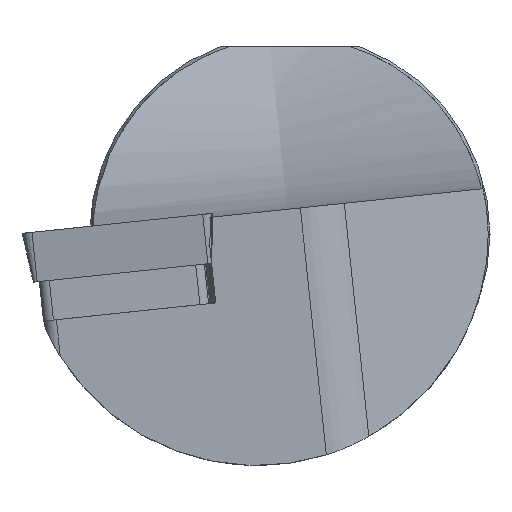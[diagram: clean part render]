
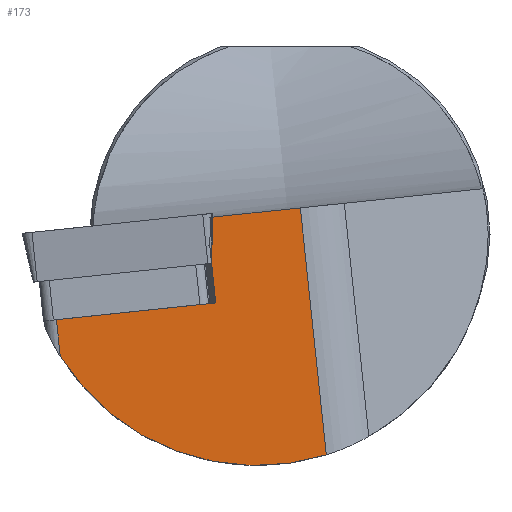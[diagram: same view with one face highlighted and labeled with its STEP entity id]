
A CAD part, left-side view. The second image highlights one B-rep face of the part: STEP entity #173.
In plain terms, the highlighted planar face has unit normal (-1, 0, 0).
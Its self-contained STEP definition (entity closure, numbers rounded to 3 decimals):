
#148=B_SPLINE_CURVE_WITH_KNOTS('',3,(#1188,#1189,#1190,#1191,#1192,#1193,
#1194),.UNSPECIFIED.,.F.,.F.,(4,3,4),(0.,0.858,1.),
 .UNSPECIFIED.);
#173=ADVANCED_FACE('',(#232),#203,.F.);
#203=PLANE('',#799);
#232=FACE_OUTER_BOUND('',#272,.T.);
#272=EDGE_LOOP('',(#470,#471,#472,#473,#474,#475,#476,#477));
#301=LINE('',#1035,#347);
#312=LINE('',#1543,#358);
#313=LINE('',#1550,#359);
#314=LINE('',#1553,#360);
#315=LINE('',#1556,#361);
#316=LINE('',#1557,#362);
#347=VECTOR('',#849,1.);
#358=VECTOR('',#910,1.);
#359=VECTOR('',#913,1.);
#360=VECTOR('',#914,1.);
#361=VECTOR('',#917,1.);
#362=VECTOR('',#918,1.);
#470=ORIENTED_EDGE('',*,*,#699,.T.);
#471=ORIENTED_EDGE('',*,*,#700,.F.);
#472=ORIENTED_EDGE('',*,*,#701,.T.);
#473=ORIENTED_EDGE('',*,*,#697,.T.);
#474=ORIENTED_EDGE('',*,*,#688,.T.);
#475=ORIENTED_EDGE('',*,*,#702,.T.);
#476=ORIENTED_EDGE('',*,*,#654,.T.);
#477=ORIENTED_EDGE('',*,*,#703,.T.);
#589=VERTEX_POINT('',#1034);
#590=VERTEX_POINT('',#1036);
#613=VERTEX_POINT('',#1186);
#615=VERTEX_POINT('',#1195);
#621=VERTEX_POINT('',#1544);
#622=VERTEX_POINT('',#1551);
#623=VERTEX_POINT('',#1552);
#624=VERTEX_POINT('',#1554);
#654=EDGE_CURVE('',#590,#589,#301,.T.);
#688=EDGE_CURVE('',#615,#613,#148,.T.);
#697=EDGE_CURVE('',#621,#615,#312,.T.);
#699=EDGE_CURVE('',#622,#623,#313,.T.);
#700=EDGE_CURVE('',#624,#623,#314,.T.);
#701=EDGE_CURVE('',#624,#621,#755,.T.);
#702=EDGE_CURVE('',#613,#590,#315,.T.);
#703=EDGE_CURVE('',#589,#622,#316,.T.);
#755=CIRCLE('',#798,18.5);
#798=AXIS2_PLACEMENT_3D('',#1555,#915,#916);
#799=AXIS2_PLACEMENT_3D('',#1558,#919,#920);
#849=DIRECTION('',(0.,-0.105,-0.995));
#910=DIRECTION('',(0.,0.105,0.995));
#913=DIRECTION('',(0.,0.995,-0.105));
#914=DIRECTION('',(0.,0.105,0.995));
#915=DIRECTION('',(-1.,0.,0.));
#916=DIRECTION('',(0.,-1.,0.));
#917=DIRECTION('',(0.,0.036,-0.999));
#918=DIRECTION('',(0.,0.995,-0.105));
#919=DIRECTION('',(1.,0.,0.));
#920=DIRECTION('',(0.,-1.,0.));
#1034=CARTESIAN_POINT('',(1.263,5.929,-5.5));
#1035=CARTESIAN_POINT('',(1.263,9.021,23.917));
#1036=CARTESIAN_POINT('',(1.263,6.41,-0.921));
#1186=CARTESIAN_POINT('',(1.263,6.328,1.345));
#1188=CARTESIAN_POINT('',(1.263,-0.835,2.098));
#1189=CARTESIAN_POINT('',(1.263,1.213,1.883));
#1190=CARTESIAN_POINT('',(1.263,3.26,1.668));
#1191=CARTESIAN_POINT('',(1.263,5.308,1.453));
#1192=CARTESIAN_POINT('',(1.263,5.648,1.417));
#1193=CARTESIAN_POINT('',(1.263,5.988,1.381));
#1194=CARTESIAN_POINT('',(1.263,6.328,1.345));
#1195=CARTESIAN_POINT('',(1.263,-0.835,2.098));
#1543=CARTESIAN_POINT('',(1.263,42.446,413.884));
#1544=CARTESIAN_POINT('',(1.263,-2.91,-17.645));
#1550=CARTESIAN_POINT('',(1.263,-1.551,-4.714));
#1551=CARTESIAN_POINT('',(1.263,6.666,-5.578));
#1552=CARTESIAN_POINT('',(1.263,18.667,-6.839));
#1553=CARTESIAN_POINT('',(1.263,62.663,411.759));
#1554=CARTESIAN_POINT('',(1.263,18.359,-9.772));
#1555=CARTESIAN_POINT('',(1.263,2.65,0.));
#1556=CARTESIAN_POINT('',(1.263,6.498,-3.335));
#1557=CARTESIAN_POINT('',(1.263,-1.551,-4.714));
#1558=CARTESIAN_POINT('',(1.263,42.446,413.884));
